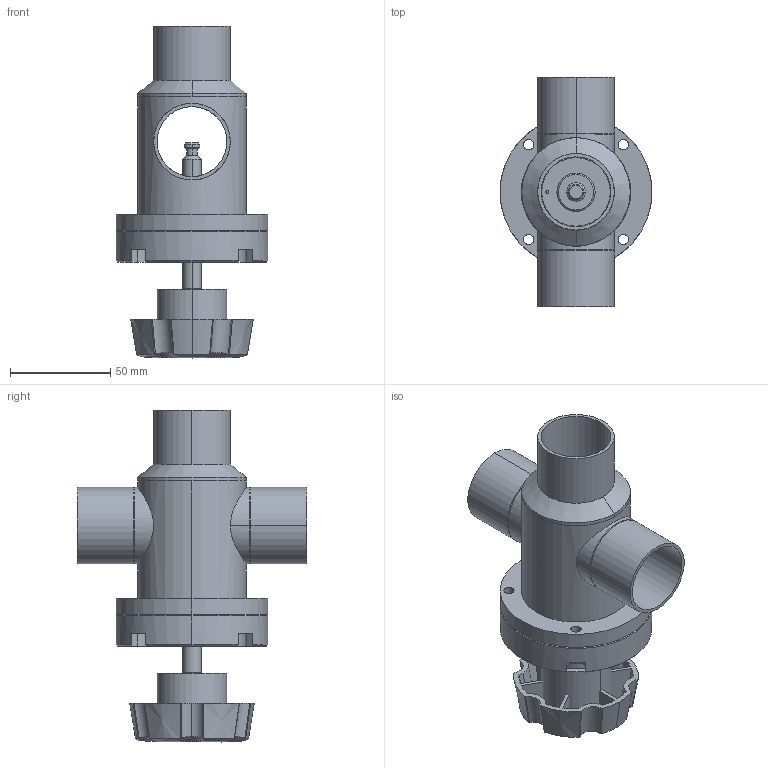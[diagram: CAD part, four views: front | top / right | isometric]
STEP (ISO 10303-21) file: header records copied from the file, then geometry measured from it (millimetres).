
FILE_DESCRIPTION (( 'STEP AP214' ), '1' );
FILE_NAME ('T-1500-H_TEE_VALVE_MANUAL.STEP', '2020-04-29T05:43:13', ( 'admin' ), ( 'Microsoft' ), 'SwSTEP 2.0', 'SolidWorks 2016', '' );
FILE_SCHEMA (( 'AUTOMOTIVE_DESIGN' ));
Length unit declared in the file: inch
Products named in the file (1): T-1500-H_TEE_VALVE_MANUAL
Bounding box: 75.56 x 114.3 x 165.19 mm (x, y, z)
Volume: 162916.1 mm3; surface area: 97036.9 mm2
Topology: 11 solids, 11 shells, 300 faces, 773 edges, 511 vertices
Faces by surface type: cylinder 127, plane 88, cone 68, bspline 16, sphere 1
Entity records: 11188 total; most frequent: CARTESIAN_POINT 3839, ORIENTED_EDGE 1546, DIRECTION 1430, EDGE_CURVE 773, AXIS2_PLACEMENT_3D 582, VERTEX_POINT 511, EDGE_LOOP 354, ADVANCED_FACE 300
